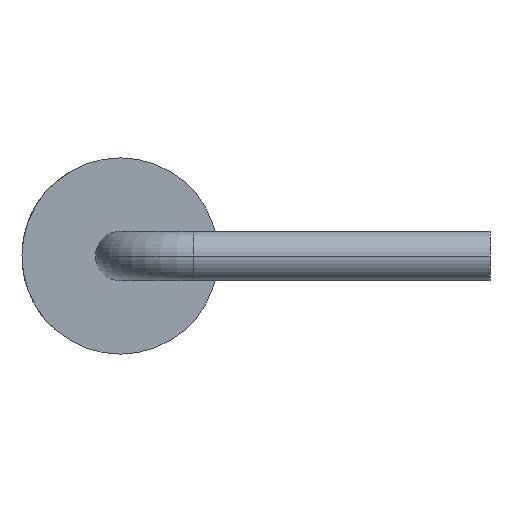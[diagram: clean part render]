
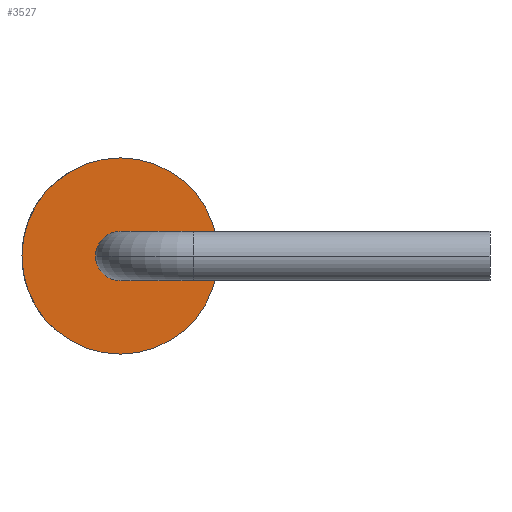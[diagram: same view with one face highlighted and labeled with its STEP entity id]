
A CAD part, left-side view. The second image highlights one B-rep face of the part: STEP entity #3527.
In plain terms, the highlighted planar face has unit normal (-1, 0, 0).
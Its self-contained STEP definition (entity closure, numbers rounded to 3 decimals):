
#387 = EDGE_CURVE ( 'NONE', #3325, #3478, #1279, .T. ) ;
#530 = ORIENTED_EDGE ( 'NONE', *, *, #2469, .F. ) ;
#544 = FACE_BOUND ( 'NONE', #1668, .T. ) ;
#589 = CIRCLE ( 'NONE', #2588, 1.3 ) ;
#632 = DIRECTION ( 'NONE',  ( 1., 0., 0. ) ) ;
#717 = VERTEX_POINT ( 'NONE', #1624 ) ;
#728 = CIRCLE ( 'NONE', #2395, 1.3 ) ;
#836 = CARTESIAN_POINT ( 'NONE',  ( 2.06, 2.3, 0. ) ) ;
#1060 = AXIS2_PLACEMENT_3D ( 'NONE', #2968, #1611, #1906 ) ;
#1108 = PLANE ( 'NONE',  #1380 ) ;
#1109 = AXIS2_PLACEMENT_3D ( 'NONE', #1320, #1628, #1111 ) ;
#1111 = DIRECTION ( 'NONE',  ( 0., 0., -1. ) ) ;
#1225 = ORIENTED_EDGE ( 'NONE', *, *, #2080, .F. ) ;
#1279 = CIRCLE ( 'NONE', #1060, 0.325 ) ;
#1320 = CARTESIAN_POINT ( 'NONE',  ( 2.06, 2.3, 0. ) ) ;
#1372 = ORIENTED_EDGE ( 'NONE', *, *, #1708, .F. ) ;
#1375 = FACE_OUTER_BOUND ( 'NONE', #1851, .T. ) ;
#1380 = AXIS2_PLACEMENT_3D ( 'NONE', #3056, #632, #2270 ) ;
#1611 = DIRECTION ( 'NONE',  ( -1., 0., 0. ) ) ;
#1624 = CARTESIAN_POINT ( 'NONE',  ( 2.06, 2.3, 1.3 ) ) ;
#1628 = DIRECTION ( 'NONE',  ( -1., 0., 0. ) ) ;
#1668 = EDGE_LOOP ( 'NONE', ( #2004, #1372 ) ) ;
#1708 = EDGE_CURVE ( 'NONE', #3478, #3325, #3453, .T. ) ;
#1752 = CARTESIAN_POINT ( 'NONE',  ( 2.06, 1.975, 0. ) ) ;
#1851 = EDGE_LOOP ( 'NONE', ( #1225, #530 ) ) ;
#1906 = DIRECTION ( 'NONE',  ( 0., 0., -1. ) ) ;
#1918 = CARTESIAN_POINT ( 'NONE',  ( 2.06, 2.3, 0. ) ) ;
#1936 = DIRECTION ( 'NONE',  ( 1., 0., 0. ) ) ;
#1943 = DIRECTION ( 'NONE',  ( 0., 0., -1. ) ) ;
#2004 = ORIENTED_EDGE ( 'NONE', *, *, #387, .F. ) ;
#2080 = EDGE_CURVE ( 'NONE', #717, #2286, #589, .T. ) ;
#2270 = DIRECTION ( 'NONE',  ( 0., 0., -1. ) ) ;
#2286 = VERTEX_POINT ( 'NONE', #3213 ) ;
#2395 = AXIS2_PLACEMENT_3D ( 'NONE', #1918, #1936, #3001 ) ;
#2469 = EDGE_CURVE ( 'NONE', #2286, #717, #728, .T. ) ;
#2588 = AXIS2_PLACEMENT_3D ( 'NONE', #836, #3042, #1943 ) ;
#2968 = CARTESIAN_POINT ( 'NONE',  ( 2.06, 2.3, 0. ) ) ;
#3001 = DIRECTION ( 'NONE',  ( 0., 0., -1. ) ) ;
#3042 = DIRECTION ( 'NONE',  ( 1., 0., 0. ) ) ;
#3056 = CARTESIAN_POINT ( 'NONE',  ( 2.06, 2.3, 0. ) ) ;
#3213 = CARTESIAN_POINT ( 'NONE',  ( 2.06, 2.3, -1.3 ) ) ;
#3325 = VERTEX_POINT ( 'NONE', #1752 ) ;
#3453 = CIRCLE ( 'NONE', #1109, 0.325 ) ;
#3478 = VERTEX_POINT ( 'NONE', #3492 ) ;
#3492 = CARTESIAN_POINT ( 'NONE',  ( 2.06, 2.625, 0. ) ) ;
#3527 = ADVANCED_FACE ( 'NONE', ( #544, #1375 ), #1108, .F. ) ;
